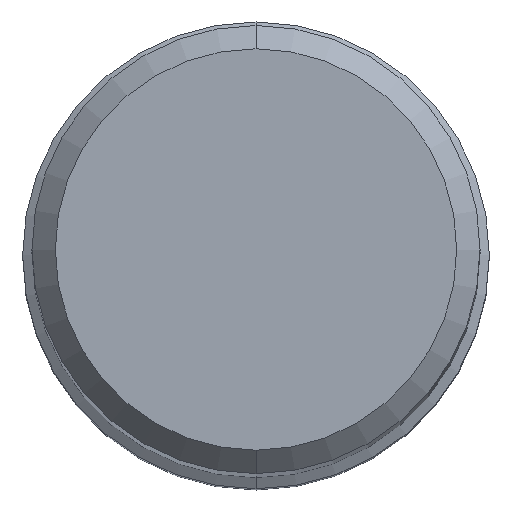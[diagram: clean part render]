
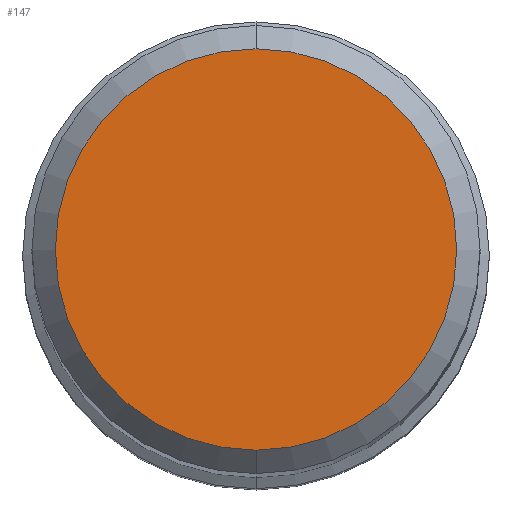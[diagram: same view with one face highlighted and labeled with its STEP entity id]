
A CAD part, top view. The second image highlights one B-rep face of the part: STEP entity #147.
In plain terms, the highlighted planar face has unit normal (0, 0, 1).
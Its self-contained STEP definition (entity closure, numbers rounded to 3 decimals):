
#147=ADVANCED_FACE('',(#380),#381,.T.);
#171=EDGE_CURVE('',#215,#227,#408,.T.);
#191=EDGE_CURVE('',#227,#215,#430,.T.);
#215=VERTEX_POINT('',#456);
#227=VERTEX_POINT('',#469);
#380=FACE_OUTER_BOUND('',#634,.T.);
#381=PLANE('',#635);
#408=CIRCLE('',#669,4.3);
#430=CIRCLE('',#699,4.3);
#456=CARTESIAN_POINT('',(0.0,4.3,0.0));
#469=CARTESIAN_POINT('',(0.,-4.3,0.0));
#634=EDGE_LOOP('',(#952,#953));
#635=AXIS2_PLACEMENT_3D('',#954,#955,#956);
#669=AXIS2_PLACEMENT_3D('',#992,#993,#994);
#699=AXIS2_PLACEMENT_3D('',#1021,#1022,#1023);
#952=ORIENTED_EDGE('',*,*,#171,.F.);
#953=ORIENTED_EDGE('',*,*,#191,.F.);
#954=CARTESIAN_POINT('',(0.0,2.15,0.0));
#955=DIRECTION('',(-0.0,0.0,1.0));
#956=DIRECTION('',(0.0,-1.0,0.0));
#992=CARTESIAN_POINT('',(0.0,0.0,0.0));
#993=DIRECTION('',(0.0,0.0,-1.0));
#994=DIRECTION('',(0.0,1.0,0.0));
#1021=CARTESIAN_POINT('',(0.0,0.0,0.0));
#1022=DIRECTION('',(0.0,0.0,-1.0));
#1023=DIRECTION('',(0.0,1.0,0.0));
